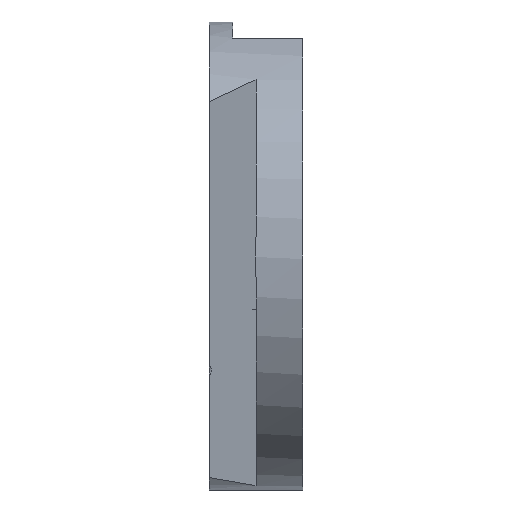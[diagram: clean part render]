
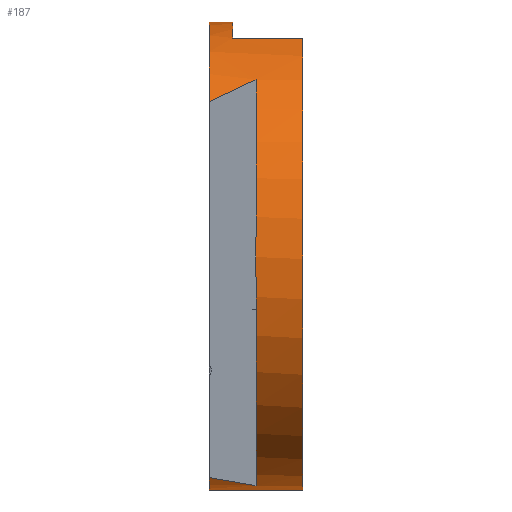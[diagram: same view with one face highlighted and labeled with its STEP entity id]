
A CAD part, left-side view. The second image highlights one B-rep face of the part: STEP entity #187.
In plain terms, the highlighted cylindrical face has radius 50 mm (diameter 100 mm), a partial arc.
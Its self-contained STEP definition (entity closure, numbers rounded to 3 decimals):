
#16 = VERTEX_POINT ( 'NONE', #855 ) ;
#29 = CARTESIAN_POINT ( 'NONE',  ( 0., -10., 0. ) ) ;
#51 = LINE ( 'NONE', #773, #1386 ) ;
#84 = CARTESIAN_POINT ( 'NONE',  ( 0., 10., 0. ) ) ;
#110 = EDGE_CURVE ( 'NONE', #1455, #16, #904, .T. ) ;
#137 = VERTEX_POINT ( 'NONE', #774 ) ;
#139 = EDGE_CURVE ( 'NONE', #153, #171, #1494, .T. ) ;
#153 = VERTEX_POINT ( 'NONE', #884 ) ;
#171 = VERTEX_POINT ( 'NONE', #814 ) ;
#174 = DIRECTION ( 'NONE',  ( 0., 0., 1. ) ) ;
#187 = ADVANCED_FACE ( 'NONE', ( #340 ), #1298, .T. ) ;
#245 = EDGE_CURVE ( 'NONE', #767, #137, #1201, .T. ) ;
#258 = EDGE_CURVE ( 'NONE', #137, #153, #1385, .T. ) ;
#288 = ORIENTED_EDGE ( 'NONE', *, *, #245, .F. ) ;
#300 = DIRECTION ( 'NONE',  ( 0., 1., 0. ) ) ;
#321 = DIRECTION ( 'NONE',  ( 0., 1., 0. ) ) ;
#340 = FACE_OUTER_BOUND ( 'NONE', #1440, .T. ) ;
#343 = VERTEX_POINT ( 'NONE', #1454 ) ;
#369 = ORIENTED_EDGE ( 'NONE', *, *, #110, .T. ) ;
#372 = EDGE_CURVE ( 'NONE', #906, #343, #828, .T. ) ;
#390 = CARTESIAN_POINT ( 'NONE',  ( -32.855, 0., 37.69 ) ) ;
#471 = VERTEX_POINT ( 'NONE', #1500 ) ;
#474 = CARTESIAN_POINT ( 'NONE',  ( 0., 5., 0. ) ) ;
#488 = CIRCLE ( 'NONE', #1426, 50. ) ;
#513 = ORIENTED_EDGE ( 'NONE', *, *, #258, .F. ) ;
#517 = EDGE_CURVE ( 'NONE', #343, #1016, #51, .T. ) ;
#557 = ORIENTED_EDGE ( 'NONE', *, *, #1412, .T. ) ;
#611 = CARTESIAN_POINT ( 'NONE',  ( -37.573, 10., 32.989 ) ) ;
#629 = CARTESIAN_POINT ( 'NONE',  ( 0., -10., -50. ) ) ;
#638 = CARTESIAN_POINT ( 'NONE',  ( 0., 5., 50. ) ) ;
#649 = CARTESIAN_POINT ( 'NONE',  ( -11.79, 3.459, -48.641 ) ) ;
#697 = DIRECTION ( 'NONE',  ( 0., 1., 0. ) ) ;
#701 = AXIS2_PLACEMENT_3D ( 'NONE', #938, #1060, #1408 ) ;
#719 = AXIS2_PLACEMENT_3D ( 'NONE', #29, #1372, #174 ) ;
#721 = ORIENTED_EDGE ( 'NONE', *, *, #139, .F. ) ;
#766 = CARTESIAN_POINT ( 'NONE',  ( -13.939, 6.797, -48.069 ) ) ;
#767 = VERTEX_POINT ( 'NONE', #629 ) ;
#773 = CARTESIAN_POINT ( 'NONE',  ( -18.179, 5., 46.578 ) ) ;
#774 = CARTESIAN_POINT ( 'NONE',  ( 0., 10., -50. ) ) ;
#790 = DIRECTION ( 'NONE',  ( 0., -1., 0. ) ) ;
#800 = CARTESIAN_POINT ( 'NONE',  ( -34.531, 3.459, 36.229 ) ) ;
#811 = DIRECTION ( 'NONE',  ( 0., 0., 1. ) ) ;
#814 = CARTESIAN_POINT ( 'NONE',  ( -9.609, 0., -49.068 ) ) ;
#828 = CIRCLE ( 'NONE', #933, 50. ) ;
#855 = CARTESIAN_POINT ( 'NONE',  ( -32.855, 0., 37.69 ) ) ;
#862 = DIRECTION ( 'NONE',  ( 0., 0., -1. ) ) ;
#865 = ORIENTED_EDGE ( 'NONE', *, *, #517, .F. ) ;
#884 = CARTESIAN_POINT ( 'NONE',  ( -16.045, 10., -47.356 ) ) ;
#893 = CARTESIAN_POINT ( 'NONE',  ( -36.106, 6.797, 34.66 ) ) ;
#904 =( BOUNDED_CURVE ( )  B_SPLINE_CURVE ( 3, ( #1375, #893, #800, #390 ),
 .UNSPECIFIED., .F., .T. ) 
 B_SPLINE_CURVE_WITH_KNOTS ( ( 4, 4 ),
 ( 0.982, 1.116 ),
 .UNSPECIFIED. ) 
 CURVE ( )  GEOMETRIC_REPRESENTATION_ITEM ( )  RATIONAL_B_SPLINE_CURVE ( ( 1., 0.999, 0.999, 1. ) ) 
 REPRESENTATION_ITEM ( '' )  );
#906 = VERTEX_POINT ( 'NONE', #638 ) ;
#920 = DIRECTION ( 'NONE',  ( 0., 0., 1. ) ) ;
#933 = AXIS2_PLACEMENT_3D ( 'NONE', #474, #1446, #862 ) ;
#938 = CARTESIAN_POINT ( 'NONE',  ( 0., 10., 0. ) ) ;
#1016 = VERTEX_POINT ( 'NONE', #1303 ) ;
#1026 = ORIENTED_EDGE ( 'NONE', *, *, #1062, .F. ) ;
#1045 = CIRCLE ( 'NONE', #1522, 50. ) ;
#1053 = CARTESIAN_POINT ( 'NONE',  ( 0., -10., 0. ) ) ;
#1060 = DIRECTION ( 'NONE',  ( 0., 1., 0. ) ) ;
#1062 = EDGE_CURVE ( 'NONE', #1455, #471, #1045, .T. ) ;
#1125 = VECTOR ( 'NONE', #1250, 1000. ) ;
#1148 = CARTESIAN_POINT ( 'NONE',  ( -9.609, 0., -49.068 ) ) ;
#1152 = CIRCLE ( 'NONE', #719, 50. ) ;
#1154 = LINE ( 'NONE', #1427, #1125 ) ;
#1201 = LINE ( 'NONE', #1557, #1561 ) ;
#1202 = ORIENTED_EDGE ( 'NONE', *, *, #1345, .F. ) ;
#1237 = ORIENTED_EDGE ( 'NONE', *, *, #1329, .T. ) ;
#1250 = DIRECTION ( 'NONE',  ( 0., 1., 0. ) ) ;
#1298 = CYLINDRICAL_SURFACE ( 'NONE', #1461, 50. ) ;
#1303 = CARTESIAN_POINT ( 'NONE',  ( -18.179, -10., 46.578 ) ) ;
#1305 = DIRECTION ( 'NONE',  ( 0., 1., 0. ) ) ;
#1319 = DIRECTION ( 'NONE',  ( 0., 0., 1. ) ) ;
#1329 = EDGE_CURVE ( 'NONE', #767, #1016, #1152, .T. ) ;
#1345 = EDGE_CURVE ( 'NONE', #171, #16, #488, .T. ) ;
#1372 = DIRECTION ( 'NONE',  ( 0., 1., 0. ) ) ;
#1375 = CARTESIAN_POINT ( 'NONE',  ( -37.573, 10., 32.989 ) ) ;
#1381 = CARTESIAN_POINT ( 'NONE',  ( 0., 0., 0. ) ) ;
#1385 = CIRCLE ( 'NONE', #701, 50. ) ;
#1386 = VECTOR ( 'NONE', #790, 1000. ) ;
#1401 = CARTESIAN_POINT ( 'NONE',  ( -16.045, 10., -47.356 ) ) ;
#1408 = DIRECTION ( 'NONE',  ( 0., 0., 1. ) ) ;
#1412 = EDGE_CURVE ( 'NONE', #906, #471, #1154, .T. ) ;
#1426 = AXIS2_PLACEMENT_3D ( 'NONE', #1381, #300, #920 ) ;
#1427 = CARTESIAN_POINT ( 'NONE',  ( 0., -10., 50. ) ) ;
#1440 = EDGE_LOOP ( 'NONE', ( #288, #1237, #865, #1558, #557, #1026, #369, #1202, #721, #513 ) ) ;
#1446 = DIRECTION ( 'NONE',  ( 0., -1., 0. ) ) ;
#1454 = CARTESIAN_POINT ( 'NONE',  ( -18.179, 5., 46.578 ) ) ;
#1455 = VERTEX_POINT ( 'NONE', #611 ) ;
#1461 = AXIS2_PLACEMENT_3D ( 'NONE', #1053, #697, #1319 ) ;
#1494 =( BOUNDED_CURVE ( )  B_SPLINE_CURVE ( 3, ( #1401, #766, #649, #1148 ),
 .UNSPECIFIED., .F., .T. ) 
 B_SPLINE_CURVE_WITH_KNOTS ( ( 4, 4 ),
 ( 0.982, 1.116 ),
 .UNSPECIFIED. ) 
 CURVE ( )  GEOMETRIC_REPRESENTATION_ITEM ( )  RATIONAL_B_SPLINE_CURVE ( ( 1., 0.999, 0.999, 1. ) ) 
 REPRESENTATION_ITEM ( '' )  );
#1500 = CARTESIAN_POINT ( 'NONE',  ( 0., 10., 50. ) ) ;
#1522 = AXIS2_PLACEMENT_3D ( 'NONE', #84, #321, #811 ) ;
#1557 = CARTESIAN_POINT ( 'NONE',  ( 0., -10., -50. ) ) ;
#1558 = ORIENTED_EDGE ( 'NONE', *, *, #372, .F. ) ;
#1561 = VECTOR ( 'NONE', #1305, 1000. ) ;
